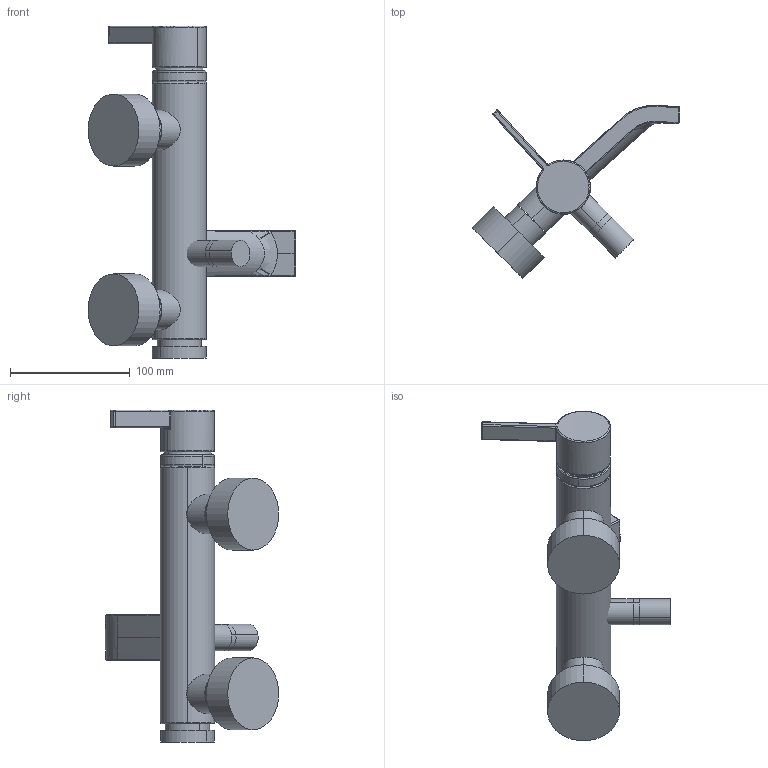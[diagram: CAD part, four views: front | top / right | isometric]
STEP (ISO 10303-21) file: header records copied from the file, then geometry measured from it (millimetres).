
FILE_DESCRIPTION (( 'STEP AP214' ), '1' );
FILE_NAME ('33200671ff_PM.STEP', '2023-11-20T09:59:40', ( '' ), ( '' ), 'SwSTEP 2.0', 'SolidWorks 2023', '' );
FILE_SCHEMA (( 'AUTOMOTIVE_DESIGN' ));
Length unit declared in the file: millimetre
Products named in the file (12): Planungsmodell_Nippel_2-+-09.24.03.115.90-01_K1_D21,9x33; Planungsmodell_Umstellung-+-09.21.10.035.20-1; Planungsmodell_Griff-+-09.20.62.031.90-1; Planungsmodell_Haube-+-09283003290; Planungsmodell_Mutter-+-09.23.10.048.90-01_K1; Planungsmodell_Distanzstueck-+-09.18.40.059-1; Planungsmodell_Auslauf-+-09110622890; Planungsmodell_Koerper-+-09.17.01.078.20-1_K1_215; Planungsmodell_Rosette-+-09.27.62.004.90-01_K1; 33200671ff_PM; Planungsmodell_Haube-+-09.21.02.069.90-01_K1_22 x 31 x 22; Planungsmodell_Hebel-+-09206701821_K1_45x35
Assembly tree (14 placements, depth 2):
  33200671ff_PM
    Planungsmodell_Koerper-+-09.17.01.078.20-1_K1_215
    Planungsmodell_Distanzstueck-+-09.18.40.059-1  x2
    Planungsmodell_Haube-+-09.21.02.069.90-01_K1_22 x 31 x 22
    Planungsmodell_Umstellung-+-09.21.10.035.20-1
    Planungsmodell_Griff-+-09.20.62.031.90-1
    Planungsmodell_Hebel-+-09206701821_K1_45x35
    Planungsmodell_Haube-+-09283003290
    Planungsmodell_Auslauf-+-09110622890
    Planungsmodell_Mutter-+-09.23.10.048.90-01_K1  x2
    Planungsmodell_Rosette-+-09.27.62.004.90-01_K1  x2
    Planungsmodell_Nippel_2-+-09.24.03.115.90-01_K1_D21,9x33
Bounding box: 173.41 x 144.55 x 277.07 mm (x, y, z)
Volume: 755730 mm3; surface area: 114539.8 mm2
Topology: 14 solids, 15 shells, 184 faces, 384 edges, 226 vertices
Faces by surface type: cylinder 71, plane 41, torus 35, bspline 23, sphere 13, cone 1
Entity records: 6532 total; most frequent: CARTESIAN_POINT 2543, DIRECTION 828, ORIENTED_EDGE 716, AXIS2_PLACEMENT_3D 373, EDGE_CURVE 358, VERTEX_POINT 214, CIRCLE 207, EDGE_LOOP 176
